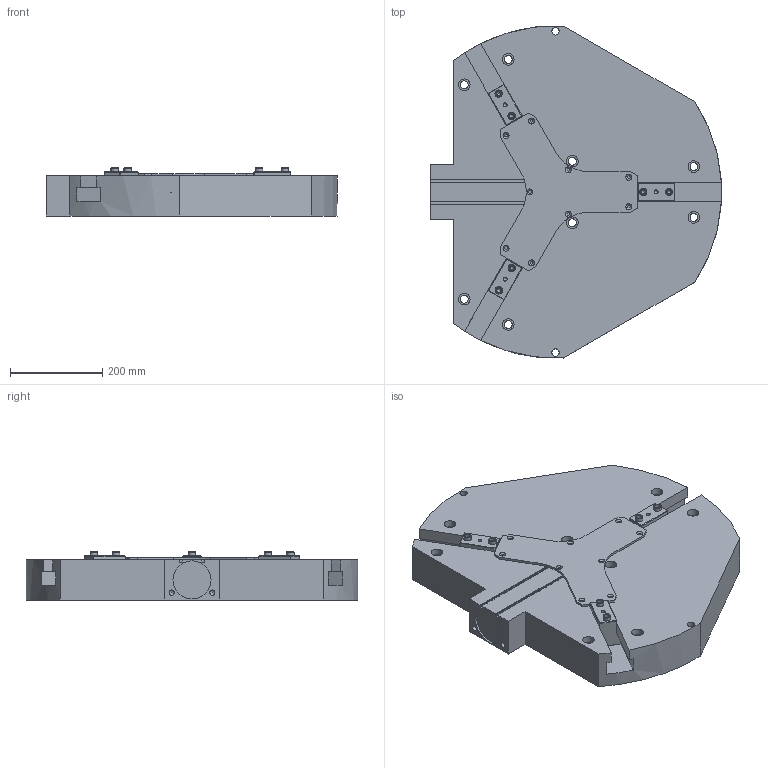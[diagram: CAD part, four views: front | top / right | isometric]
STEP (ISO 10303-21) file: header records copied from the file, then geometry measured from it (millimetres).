
FILE_DESCRIPTION(/* description */ (''),/* implementation_level */ '2;1');
FILE_NAME(/* name */ 'MCL-80.stp',/* time_stamp */ '2017-11-14T16:51:32+01:00',/* author */ ('Tecnico'),/* organization */ (''),/* preprocessor_version */ 'ST-DEVELOPER v16.13',/* originating_system */ 'Autodesk Inventor 2018',/* authorisation */ '');
FILE_SCHEMA (('AUTOMOTIVE_DESIGN { 1 0 10303 214 3 1 1 }'));
Length unit declared in the file: millimetre
Products named in the file (5): MCL-80; MCL-80 CORPO; MCL-80 GRIFFA; MCL-80 CPERCHIO; MCL-80 BOCCOLA
Assembly tree (11 placements, depth 2):
  MCL-80
    MCL-80 CORPO
    MCL-80 GRIFFA  x3
    MCL-80 CPERCHIO
    MCL-80 BOCCOLA  x6
Bounding box: 630.86 x 719.18 x 104 mm (x, y, z)
Volume: 28399456.6 mm3; surface area: 1378310.3 mm2
Topology: 11 solids, 11 shells, 339 faces, 780 edges, 484 vertices
Faces by surface type: plane 223, cylinder 72, cone 44
Full cylindrical faces by diameter (mm): 6.5 x9, 8.376 x9, 11.445 x2, 12 x6, 16 x14, 17 x10, 25 x8, 30 x3, 82.5 x1, 100 x1, 120 x1
Entity records: 5559 total; most frequent: DIRECTION 962, CARTESIAN_POINT 895, ORIENTED_EDGE 792, EDGE_CURVE 396, AXIS2_PLACEMENT_3D 355, EDGE_LOOP 314, VERTEX_POINT 288, LINE 252
